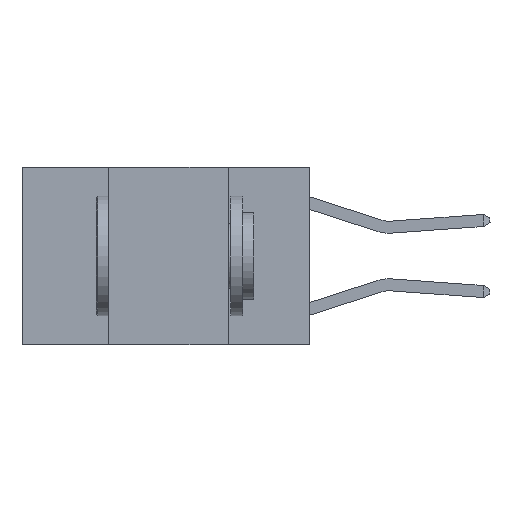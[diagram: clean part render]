
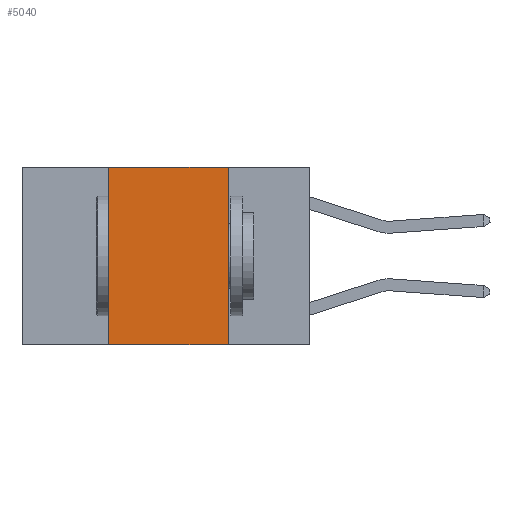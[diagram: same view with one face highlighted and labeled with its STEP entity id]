
A CAD part, left-side view. The second image highlights one B-rep face of the part: STEP entity #5040.
In plain terms, the highlighted planar face has unit normal (-1, 0, 0).
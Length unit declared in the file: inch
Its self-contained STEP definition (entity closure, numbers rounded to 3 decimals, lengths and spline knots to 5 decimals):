
#146 = EDGE_CURVE ( 'NONE', #8238, #6036, #6245, .T. ) ;
#204 = EDGE_LOOP ( 'NONE', ( #476, #12352, #3906, #3319 ) ) ;
#439 = PLANE ( 'NONE',  #5780 ) ;
#476 = ORIENTED_EDGE ( 'NONE', *, *, #146, .F. ) ;
#884 = CARTESIAN_POINT ( 'NONE',  ( 0., 0.6, 0. ) ) ;
#1446 = DIRECTION ( 'NONE',  ( 0., 0., -1. ) ) ;
#1471 = EDGE_CURVE ( 'NONE', #5473, #6036, #5483, .T. ) ;
#1657 = CARTESIAN_POINT ( 'NONE',  ( 0., 0.17, -0.37 ) ) ;
#2063 = CARTESIAN_POINT ( 'NONE',  ( 0., 0.42, -0.37 ) ) ;
#2938 = CARTESIAN_POINT ( 'NONE',  ( 0., 0.42, 0. ) ) ;
#3319 = ORIENTED_EDGE ( 'NONE', *, *, #1471, .T. ) ;
#3395 = CARTESIAN_POINT ( 'NONE',  ( 0., 0.6, 0. ) ) ;
#3631 = CARTESIAN_POINT ( 'NONE',  ( 0., 0.42, 0. ) ) ;
#3839 = VECTOR ( 'NONE', #10729, 39.37008 ) ;
#3906 = ORIENTED_EDGE ( 'NONE', *, *, #9246, .F. ) ;
#4162 = LINE ( 'NONE', #884, #3839 ) ;
#4630 = DIRECTION ( 'NONE',  ( 0., 0., 1. ) ) ;
#5040 = ADVANCED_FACE ( 'NONE', ( #9094 ), #439, .F. ) ;
#5177 = CARTESIAN_POINT ( 'NONE',  ( 0., 0.17, 0. ) ) ;
#5473 = VERTEX_POINT ( 'NONE', #2063 ) ;
#5483 = LINE ( 'NONE', #10491, #10387 ) ;
#5519 = EDGE_CURVE ( 'NONE', #7403, #8238, #4162, .T. ) ;
#5780 = AXIS2_PLACEMENT_3D ( 'NONE', #3395, #7359, #1446 ) ;
#6036 = VERTEX_POINT ( 'NONE', #1657 ) ;
#6245 = LINE ( 'NONE', #6493, #9457 ) ;
#6493 = CARTESIAN_POINT ( 'NONE',  ( 0., 0.17, 0. ) ) ;
#7359 = DIRECTION ( 'NONE',  ( 1., 0., 0. ) ) ;
#7403 = VERTEX_POINT ( 'NONE', #2938 ) ;
#8238 = VERTEX_POINT ( 'NONE', #5177 ) ;
#9094 = FACE_OUTER_BOUND ( 'NONE', #204, .T. ) ;
#9246 = EDGE_CURVE ( 'NONE', #5473, #7403, #12662, .T. ) ;
#9393 = DIRECTION ( 'NONE',  ( 0., 0., -1. ) ) ;
#9457 = VECTOR ( 'NONE', #9393, 39.37008 ) ;
#10387 = VECTOR ( 'NONE', #11450, 39.37008 ) ;
#10491 = CARTESIAN_POINT ( 'NONE',  ( 0., 0.6, -0.37 ) ) ;
#10729 = DIRECTION ( 'NONE',  ( 0., -1., 0. ) ) ;
#11450 = DIRECTION ( 'NONE',  ( 0., -1., 0. ) ) ;
#12352 = ORIENTED_EDGE ( 'NONE', *, *, #5519, .F. ) ;
#12356 = VECTOR ( 'NONE', #4630, 39.37008 ) ;
#12662 = LINE ( 'NONE', #3631, #12356 ) ;
